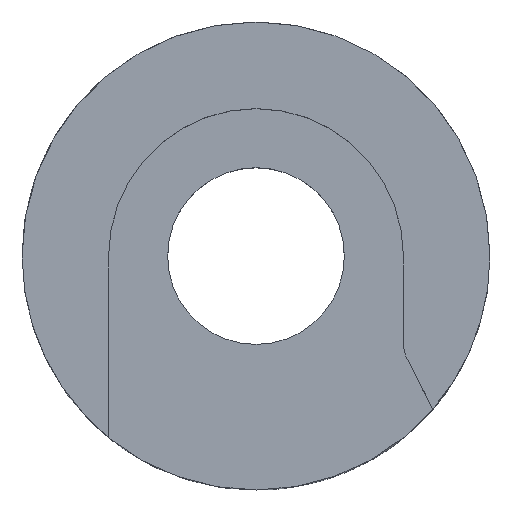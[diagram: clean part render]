
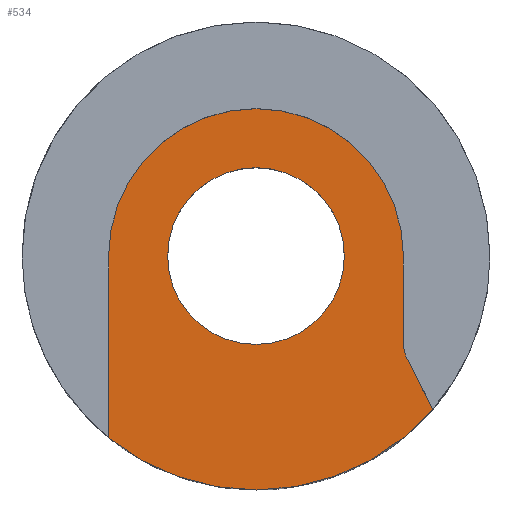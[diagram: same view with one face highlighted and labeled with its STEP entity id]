
A CAD part, top view. The second image highlights one B-rep face of the part: STEP entity #534.
In plain terms, the highlighted planar face has unit normal (0, 0, 1).
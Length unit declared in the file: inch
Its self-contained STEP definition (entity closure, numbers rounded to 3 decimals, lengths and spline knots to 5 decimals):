
#30 = EDGE_CURVE ( 'NONE', #628, #576, #835, .T. ) ;
#31 = DIRECTION ( 'NONE',  ( 0., 0., 1. ) ) ;
#41 = CARTESIAN_POINT ( 'NONE',  ( 0.3937, 0., 0.9 ) ) ;
#70 = CARTESIAN_POINT ( 'NONE',  ( -0.3937, 0., 0.9 ) ) ;
#100 = VECTOR ( 'NONE', #697, 39.37008 ) ;
#105 = DIRECTION ( 'NONE',  ( -1., 0., 0. ) ) ;
#108 = EDGE_LOOP ( 'NONE', ( #989, #657 ) ) ;
#130 = CARTESIAN_POINT ( 'NONE',  ( 0.47232, -0.40931, 0.9 ) ) ;
#134 = CARTESIAN_POINT ( 'NONE',  ( 0.20941, 0.1067, 0.9 ) ) ;
#181 = EDGE_CURVE ( 'NONE', #576, #224, #582, .T. ) ;
#187 = DIRECTION ( 'NONE',  ( 0., 0., -1. ) ) ;
#192 = CARTESIAN_POINT ( 'NONE',  ( 0., 0., 0.9 ) ) ;
#203 = ORIENTED_EDGE ( 'NONE', *, *, #682, .F. ) ;
#204 = CIRCLE ( 'NONE', #426, 0.236 ) ;
#206 = DIRECTION ( 'NONE',  ( 0., 0., -1. ) ) ;
#224 = VERTEX_POINT ( 'NONE', #762 ) ;
#277 = ORIENTED_EDGE ( 'NONE', *, *, #30, .F. ) ;
#297 = DIRECTION ( 'NONE',  ( -1., 0., 0. ) ) ;
#316 = CARTESIAN_POINT ( 'NONE',  ( -0.236, 0., 0.9 ) ) ;
#317 = AXIS2_PLACEMENT_3D ( 'NONE', #539, #380, #297 ) ;
#360 = AXIS2_PLACEMENT_3D ( 'NONE', #666, #187, #751 ) ;
#362 = VERTEX_POINT ( 'NONE', #415 ) ;
#365 = LINE ( 'NONE', #683, #550 ) ;
#378 = EDGE_LOOP ( 'NONE', ( #776, #909, #277, #461, #520, #203 ) ) ;
#380 = DIRECTION ( 'NONE',  ( 0., 0., 1. ) ) ;
#388 = CIRCLE ( 'NONE', #531, 0.236 ) ;
#415 = CARTESIAN_POINT ( 'NONE',  ( 0.236, 0., 0.9 ) ) ;
#426 = AXIS2_PLACEMENT_3D ( 'NONE', #673, #31, #598 ) ;
#444 = FACE_OUTER_BOUND ( 'NONE', #378, .T. ) ;
#450 = DIRECTION ( 'NONE',  ( 0., -1., 0. ) ) ;
#452 = CARTESIAN_POINT ( 'NONE',  ( 0., 0., 0.9 ) ) ;
#460 = PLANE ( 'NONE',  #317 ) ;
#461 = ORIENTED_EDGE ( 'NONE', *, *, #1026, .T. ) ;
#467 = VERTEX_POINT ( 'NONE', #70 ) ;
#486 = VERTEX_POINT ( 'NONE', #316 ) ;
#520 = ORIENTED_EDGE ( 'NONE', *, *, #664, .F. ) ;
#525 = CARTESIAN_POINT ( 'NONE',  ( 0.40338, -0.27401, 0.9 ) ) ;
#527 = VECTOR ( 'NONE', #1015, 39.37008 ) ;
#531 = AXIS2_PLACEMENT_3D ( 'NONE', #192, #594, #105 ) ;
#533 = DIRECTION ( 'NONE',  ( -1., 0., 0. ) ) ;
#534 = ADVANCED_FACE ( 'NONE', ( #444, #865 ), #460, .T. ) ;
#539 = CARTESIAN_POINT ( 'NONE',  ( 0., 0., 0.9 ) ) ;
#540 = CIRCLE ( 'NONE', #360, 0.08885 ) ;
#550 = VECTOR ( 'NONE', #450, 39.37008 ) ;
#571 = EDGE_CURVE ( 'NONE', #362, #486, #204, .T. ) ;
#576 = VERTEX_POINT ( 'NONE', #130 ) ;
#582 = CIRCLE ( 'NONE', #948, 0.625 ) ;
#593 = EDGE_CURVE ( 'NONE', #486, #362, #388, .T. ) ;
#594 = DIRECTION ( 'NONE',  ( 0., 0., 1. ) ) ;
#598 = DIRECTION ( 'NONE',  ( -1., 0., 0. ) ) ;
#604 = CARTESIAN_POINT ( 'NONE',  ( 0.3937, 0., 0.9 ) ) ;
#628 = VERTEX_POINT ( 'NONE', #525 ) ;
#646 = EDGE_CURVE ( 'NONE', #467, #224, #365, .T. ) ;
#657 = ORIENTED_EDGE ( 'NONE', *, *, #593, .F. ) ;
#664 = EDGE_CURVE ( 'NONE', #723, #826, #793, .T. ) ;
#666 = CARTESIAN_POINT ( 'NONE',  ( 0.48255, -0.23367, 0.9 ) ) ;
#673 = CARTESIAN_POINT ( 'NONE',  ( 0., 0., 0.9 ) ) ;
#679 = DIRECTION ( 'NONE',  ( -1., 0., 0. ) ) ;
#682 = EDGE_CURVE ( 'NONE', #467, #723, #742, .T. ) ;
#683 = CARTESIAN_POINT ( 'NONE',  ( -0.3937, 0., 0.9 ) ) ;
#697 = DIRECTION ( 'NONE',  ( 0.454, -0.891, 0. ) ) ;
#723 = VERTEX_POINT ( 'NONE', #604 ) ;
#742 = CIRCLE ( 'NONE', #803, 0.3937 ) ;
#751 = DIRECTION ( 'NONE',  ( -1., 0., 0. ) ) ;
#762 = CARTESIAN_POINT ( 'NONE',  ( -0.3937, -0.48541, 0.9 ) ) ;
#767 = CARTESIAN_POINT ( 'NONE',  ( 0., 0., 0.9 ) ) ;
#776 = ORIENTED_EDGE ( 'NONE', *, *, #646, .T. ) ;
#793 = LINE ( 'NONE', #41, #527 ) ;
#803 = AXIS2_PLACEMENT_3D ( 'NONE', #452, #1018, #533 ) ;
#826 = VERTEX_POINT ( 'NONE', #871 ) ;
#835 = LINE ( 'NONE', #134, #100 ) ;
#865 = FACE_BOUND ( 'NONE', #108, .T. ) ;
#871 = CARTESIAN_POINT ( 'NONE',  ( 0.3937, -0.23367, 0.9 ) ) ;
#909 = ORIENTED_EDGE ( 'NONE', *, *, #181, .F. ) ;
#948 = AXIS2_PLACEMENT_3D ( 'NONE', #767, #206, #679 ) ;
#989 = ORIENTED_EDGE ( 'NONE', *, *, #571, .F. ) ;
#1015 = DIRECTION ( 'NONE',  ( 0., -1., 0. ) ) ;
#1018 = DIRECTION ( 'NONE',  ( 0., 0., -1. ) ) ;
#1026 = EDGE_CURVE ( 'NONE', #628, #826, #540, .T. ) ;
